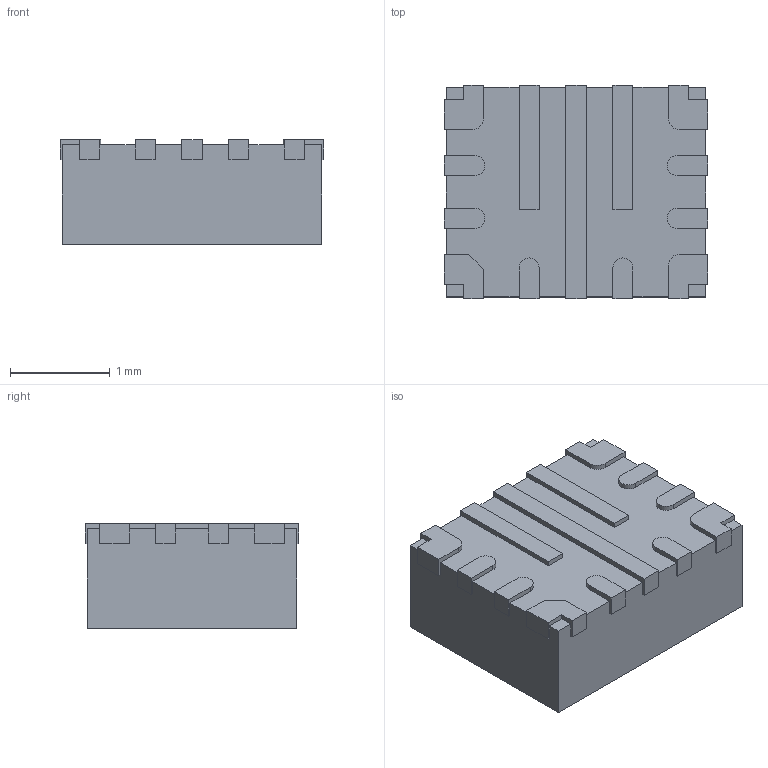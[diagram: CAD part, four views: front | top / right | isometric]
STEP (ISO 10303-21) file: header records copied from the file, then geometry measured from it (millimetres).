
FILE_DESCRIPTION (( 'STEP AP214' ), '1' );
FILE_NAME ('TPS613771RYHR.STEP', '2024-03-23T12:53:57', ( '' ), ( '' ), 'SwSTEP 2.0', 'SolidWorks 2023', '' );
FILE_SCHEMA (( 'AUTOMOTIVE_DESIGN' ));
Length unit declared in the file: millimetre
Products named in the file (1): TPS613771RYHR
Bounding box: 2.64 x 2.14 x 1.05 mm (x, y, z)
Volume: 5.6 mm3; surface area: 21.8 mm2
Topology: 1 solids, 1 shells, 108 faces, 318 edges, 212 vertices
Faces by surface type: plane 97, cylinder 11
Entity records: 4755 total; most frequent: CARTESIAN_POINT 639, ORIENTED_EDGE 636, DIRECTION 558, EDGE_CURVE 318, LINE 296, VECTOR 296, VERTEX_POINT 212, AXIS2_PLACEMENT_3D 131
